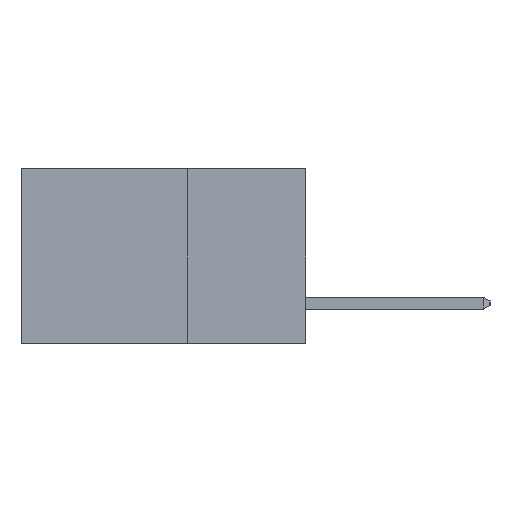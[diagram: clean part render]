
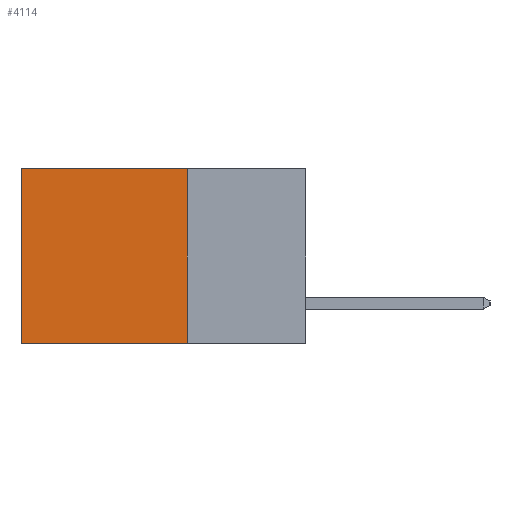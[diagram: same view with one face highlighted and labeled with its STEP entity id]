
A CAD part, left-side view. The second image highlights one B-rep face of the part: STEP entity #4114.
In plain terms, the highlighted planar face has unit normal (-1, 0, 0).
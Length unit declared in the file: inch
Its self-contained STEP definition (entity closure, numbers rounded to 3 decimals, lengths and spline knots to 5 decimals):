
#109 = ORIENTED_EDGE ( 'NONE', *, *, #1401, .T. ) ;
#761 = EDGE_CURVE ( 'NONE', #16416, #2684, #13745, .T. ) ;
#1401 = EDGE_CURVE ( 'NONE', #3853, #2684, #10066, .T. ) ;
#1910 = ORIENTED_EDGE ( 'NONE', *, *, #761, .F. ) ;
#2154 = DIRECTION ( 'NONE',  ( 0., 0., -1. ) ) ;
#2278 = DIRECTION ( 'NONE',  ( 1., 0., 0. ) ) ;
#2293 = CARTESIAN_POINT ( 'NONE',  ( 0.2615, 0.25, -0.37 ) ) ;
#2312 = EDGE_CURVE ( 'NONE', #14929, #16416, #13667, .T. ) ;
#2356 = PLANE ( 'NONE',  #13727 ) ;
#2684 = VERTEX_POINT ( 'NONE', #8954 ) ;
#2870 = LINE ( 'NONE', #17598, #17800 ) ;
#3634 = ORIENTED_EDGE ( 'NONE', *, *, #10580, .T. ) ;
#3853 = VERTEX_POINT ( 'NONE', #12131 ) ;
#4114 = ADVANCED_FACE ( 'NONE', ( #19128 ), #2356, .F. ) ;
#4928 = CARTESIAN_POINT ( 'NONE',  ( 0.2615, 0.25, 0. ) ) ;
#6677 = CARTESIAN_POINT ( 'NONE',  ( 0.2615, 0.25, -0.37 ) ) ;
#7670 = CARTESIAN_POINT ( 'NONE',  ( 0.2615, 0.6, -0.37 ) ) ;
#8782 = DIRECTION ( 'NONE',  ( 0., 0., -1. ) ) ;
#8954 = CARTESIAN_POINT ( 'NONE',  ( 0.2615, 0.6, -0.37 ) ) ;
#9144 = DIRECTION ( 'NONE',  ( 0., 0., -1. ) ) ;
#9974 = CARTESIAN_POINT ( 'NONE',  ( 0.2615, 0.25, -0.37 ) ) ;
#10066 = LINE ( 'NONE', #7670, #15667 ) ;
#10580 = EDGE_CURVE ( 'NONE', #14929, #3853, #2870, .T. ) ;
#12131 = CARTESIAN_POINT ( 'NONE',  ( 0.2615, 0.6, 0. ) ) ;
#13060 = DIRECTION ( 'NONE',  ( 0., 1., 0. ) ) ;
#13667 = LINE ( 'NONE', #9974, #18737 ) ;
#13727 = AXIS2_PLACEMENT_3D ( 'NONE', #2293, #2278, #2154 ) ;
#13745 = LINE ( 'NONE', #15656, #16432 ) ;
#14491 = ORIENTED_EDGE ( 'NONE', *, *, #2312, .F. ) ;
#14929 = VERTEX_POINT ( 'NONE', #4928 ) ;
#15656 = CARTESIAN_POINT ( 'NONE',  ( 0.2615, 0.25, -0.37 ) ) ;
#15667 = VECTOR ( 'NONE', #8782, 39.37008 ) ;
#16416 = VERTEX_POINT ( 'NONE', #6677 ) ;
#16432 = VECTOR ( 'NONE', #13060, 39.37008 ) ;
#17380 = DIRECTION ( 'NONE',  ( 0., 1., 0. ) ) ;
#17598 = CARTESIAN_POINT ( 'NONE',  ( 0.2615, 0.25, 0. ) ) ;
#17800 = VECTOR ( 'NONE', #17380, 39.37008 ) ;
#18737 = VECTOR ( 'NONE', #9144, 39.37008 ) ;
#19128 = FACE_OUTER_BOUND ( 'NONE', #19919, .T. ) ;
#19919 = EDGE_LOOP ( 'NONE', ( #109, #1910, #14491, #3634 ) ) ;
